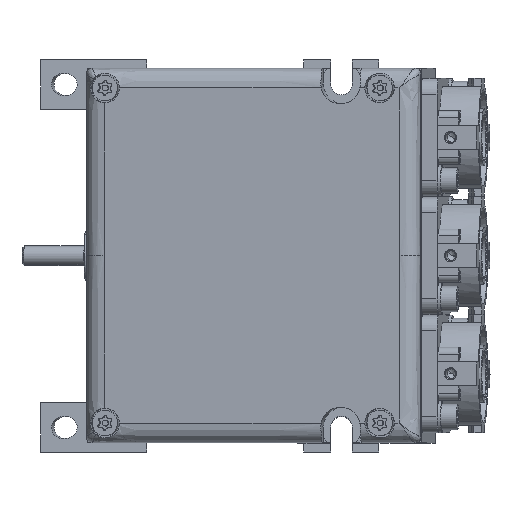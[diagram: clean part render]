
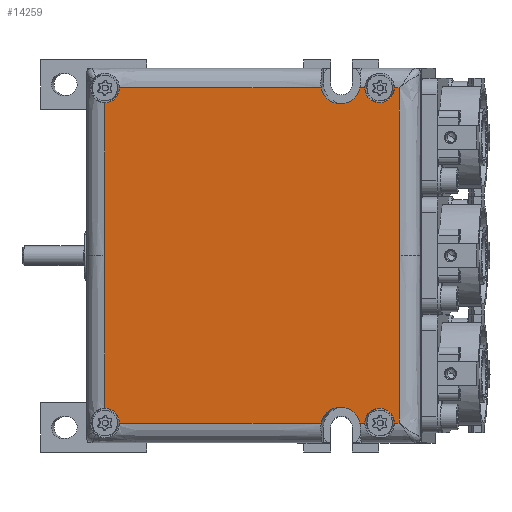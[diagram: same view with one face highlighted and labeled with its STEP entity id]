
A CAD part, top view. The second image highlights one B-rep face of the part: STEP entity #14259.
In plain terms, the highlighted planar face has unit normal (-0.087, 0, 0.996).
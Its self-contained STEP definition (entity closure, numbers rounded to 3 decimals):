
#13061=AXIS2_PLACEMENT_3D('Circle Axis2P3D',#13059,#13060,$) ;
#13362=AXIS2_PLACEMENT_3D('Circle Axis2P3D',#13360,#13361,$) ;
#14089=AXIS2_PLACEMENT_3D('Circle Axis2P3D',#14087,#14088,$) ;
#14127=AXIS2_PLACEMENT_3D('Plane Axis2P3D',#14124,#14125,#14126) ;
#14140=AXIS2_PLACEMENT_3D('Circle Axis2P3D',#14138,#14139,$) ;
#14147=AXIS2_PLACEMENT_3D('Circle Axis2P3D',#14145,#14146,$) ;
#14182=AXIS2_PLACEMENT_3D('Circle Axis2P3D',#14180,#14181,$) ;
#14189=AXIS2_PLACEMENT_3D('Circle Axis2P3D',#14187,#14188,$) ;
#14208=AXIS2_PLACEMENT_3D('Circle Axis2P3D',#14206,#14207,$) ;
#14229=AXIS2_PLACEMENT_3D('Circle Axis2P3D',#14227,#14228,$) ;
#14234=AXIS2_PLACEMENT_3D('Circle Axis2P3D',#14232,#14233,$) ;
#13056=CARTESIAN_POINT('Vertex',(151.857,184.5,158.109)) ;
#13059=CARTESIAN_POINT('Axis2P3D Location',(161.617,186.5,158.963)) ;
#13063=CARTESIAN_POINT('Vertex',(161.617,176.5,158.963)) ;
#13357=CARTESIAN_POINT('Vertex',(161.617,22.5,158.963)) ;
#13360=CARTESIAN_POINT('Axis2P3D Location',(161.617,12.5,158.963)) ;
#13364=CARTESIAN_POINT('Vertex',(151.857,14.5,158.109)) ;
#14012=CARTESIAN_POINT('Control Point',(151.857,14.5,158.109)) ;
#14013=CARTESIAN_POINT('Control Point',(131.366,14.5,156.316)) ;
#14014=CARTESIAN_POINT('Control Point',(110.876,14.5,154.523)) ;
#14015=CARTESIAN_POINT('Control Point',(90.386,14.5,152.731)) ;
#14016=CARTESIAN_POINT('Control Point',(69.896,14.5,150.938)) ;
#14017=CARTESIAN_POINT('Control Point',(49.406,14.5,149.145)) ;
#14018=CARTESIAN_POINT('Vertex',(49.406,14.5,149.145)) ;
#14087=CARTESIAN_POINT('Axis2P3D Location',(161.617,186.5,158.963)) ;
#14091=CARTESIAN_POINT('Vertex',(171.378,184.5,159.817)) ;
#14124=CARTESIAN_POINT('Axis2P3D Location',(31.972,99.5,147.62)) ;
#14129=CARTESIAN_POINT('Line Origine',(172.654,14.5,159.928)) ;
#14133=CARTESIAN_POINT('Vertex',(171.378,14.5,159.817)) ;
#14135=CARTESIAN_POINT('Vertex',(173.93,14.5,160.04)) ;
#14138=CARTESIAN_POINT('Axis2P3D Location',(181.401,14.5,160.694)) ;
#14142=CARTESIAN_POINT('Vertex',(174.845,18.096,160.12)) ;
#14145=CARTESIAN_POINT('Axis2P3D Location',(181.401,14.5,160.694)) ;
#14149=CARTESIAN_POINT('Vertex',(188.873,14.5,161.347)) ;
#14152=CARTESIAN_POINT('Line Origine',(190.118,14.5,161.456)) ;
#14156=CARTESIAN_POINT('Vertex',(191.363,14.5,161.565)) ;
#14159=CARTESIAN_POINT('Line Origine',(191.363,57.,161.565)) ;
#14163=CARTESIAN_POINT('Vertex',(191.363,99.5,161.565)) ;
#14166=CARTESIAN_POINT('Line Origine',(191.363,142.,161.565)) ;
#14170=CARTESIAN_POINT('Vertex',(191.363,184.5,161.565)) ;
#14173=CARTESIAN_POINT('Line Origine',(190.118,184.5,161.456)) ;
#14177=CARTESIAN_POINT('Vertex',(188.873,184.5,161.347)) ;
#14180=CARTESIAN_POINT('Axis2P3D Location',(181.401,184.5,160.694)) ;
#14184=CARTESIAN_POINT('Vertex',(174.845,180.904,160.12)) ;
#14187=CARTESIAN_POINT('Axis2P3D Location',(181.401,184.5,160.694)) ;
#14191=CARTESIAN_POINT('Vertex',(173.93,184.5,160.04)) ;
#14194=CARTESIAN_POINT('Line Origine',(172.654,184.5,159.928)) ;
#14199=CARTESIAN_POINT('Line Origine',(100.631,184.5,153.627)) ;
#14203=CARTESIAN_POINT('Vertex',(49.406,184.5,149.145)) ;
#14206=CARTESIAN_POINT('Axis2P3D Location',(41.934,184.5,148.492)) ;
#14210=CARTESIAN_POINT('Vertex',(41.934,177.,148.492)) ;
#14213=CARTESIAN_POINT('Line Origine',(41.934,138.25,148.492)) ;
#14217=CARTESIAN_POINT('Vertex',(41.934,99.5,148.492)) ;
#14220=CARTESIAN_POINT('Line Origine',(41.934,60.75,148.492)) ;
#14224=CARTESIAN_POINT('Vertex',(41.934,22.,148.492)) ;
#14227=CARTESIAN_POINT('Axis2P3D Location',(41.934,14.5,148.492)) ;
#14232=CARTESIAN_POINT('Axis2P3D Location',(161.617,12.5,158.963)) ;
#13060=DIRECTION('Axis2P3D Direction',(0.087,0.,-0.996)) ;
#13361=DIRECTION('Axis2P3D Direction',(-0.087,0.,0.996)) ;
#14088=DIRECTION('Axis2P3D Direction',(0.087,0.,-0.996)) ;
#14125=DIRECTION('Axis2P3D Direction',(-0.087,0.,0.996)) ;
#14126=DIRECTION('Axis2P3D XDirection',(-0.996,0.,-0.087)) ;
#14130=DIRECTION('Vector Direction',(-0.996,0.,-0.087)) ;
#14139=DIRECTION('Axis2P3D Direction',(-0.087,0.,0.996)) ;
#14146=DIRECTION('Axis2P3D Direction',(-0.087,0.,0.996)) ;
#14153=DIRECTION('Vector Direction',(-0.996,0.,-0.087)) ;
#14160=DIRECTION('Vector Direction',(0.,1.,0.)) ;
#14167=DIRECTION('Vector Direction',(0.,1.,0.)) ;
#14174=DIRECTION('Vector Direction',(-0.996,0.,-0.087)) ;
#14181=DIRECTION('Axis2P3D Direction',(-0.087,0.,0.996)) ;
#14188=DIRECTION('Axis2P3D Direction',(-0.087,0.,0.996)) ;
#14195=DIRECTION('Vector Direction',(-0.996,0.,-0.087)) ;
#14200=DIRECTION('Vector Direction',(-0.996,0.,-0.087)) ;
#14207=DIRECTION('Axis2P3D Direction',(-0.087,0.,0.996)) ;
#14214=DIRECTION('Vector Direction',(0.,-1.,0.)) ;
#14221=DIRECTION('Vector Direction',(0.,-1.,0.)) ;
#14228=DIRECTION('Axis2P3D Direction',(-0.087,0.,0.996)) ;
#14233=DIRECTION('Axis2P3D Direction',(-0.087,0.,0.996)) ;
#14131=VECTOR('Line Direction',#14130,1.) ;
#14154=VECTOR('Line Direction',#14153,1.) ;
#14161=VECTOR('Line Direction',#14160,1.) ;
#14168=VECTOR('Line Direction',#14167,1.) ;
#14175=VECTOR('Line Direction',#14174,1.) ;
#14196=VECTOR('Line Direction',#14195,1.) ;
#14201=VECTOR('Line Direction',#14200,1.) ;
#14215=VECTOR('Line Direction',#14214,1.) ;
#14222=VECTOR('Line Direction',#14221,1.) ;
#14238=ORIENTED_EDGE('',*,*,#14137,.T.) ;
#14239=ORIENTED_EDGE('',*,*,#14144,.F.) ;
#14240=ORIENTED_EDGE('',*,*,#14151,.F.) ;
#14241=ORIENTED_EDGE('',*,*,#14158,.T.) ;
#14242=ORIENTED_EDGE('',*,*,#14165,.T.) ;
#14243=ORIENTED_EDGE('',*,*,#14172,.F.) ;
#14244=ORIENTED_EDGE('',*,*,#14179,.F.) ;
#14245=ORIENTED_EDGE('',*,*,#14186,.T.) ;
#14246=ORIENTED_EDGE('',*,*,#14193,.T.) ;
#14247=ORIENTED_EDGE('',*,*,#14198,.F.) ;
#14248=ORIENTED_EDGE('',*,*,#14093,.T.) ;
#14249=ORIENTED_EDGE('',*,*,#13065,.T.) ;
#14250=ORIENTED_EDGE('',*,*,#14205,.F.) ;
#14251=ORIENTED_EDGE('',*,*,#14212,.T.) ;
#14252=ORIENTED_EDGE('',*,*,#14219,.F.) ;
#14253=ORIENTED_EDGE('',*,*,#14226,.T.) ;
#14254=ORIENTED_EDGE('',*,*,#14231,.F.) ;
#14255=ORIENTED_EDGE('',*,*,#14020,.T.) ;
#14256=ORIENTED_EDGE('',*,*,#13366,.F.) ;
#14257=ORIENTED_EDGE('',*,*,#14236,.F.) ;
#14259=ADVANCED_FACE('HDC HP550 KIT 2M16.1\\HDC_HP_GHDE_ICX_3P.1\\Deckel',(#14258),#14128,.T.) ;
#13062=CIRCLE('generated circle',#13061,10.) ;
#13363=CIRCLE('generated circle',#13362,10.) ;
#14090=CIRCLE('generated circle',#14089,10.) ;
#14141=CIRCLE('generated circle',#14140,7.5) ;
#14148=CIRCLE('generated circle',#14147,7.5) ;
#14183=CIRCLE('generated circle',#14182,7.5) ;
#14190=CIRCLE('generated circle',#14189,7.5) ;
#14209=CIRCLE('generated circle',#14208,7.5) ;
#14230=CIRCLE('generated circle',#14229,7.5) ;
#14235=CIRCLE('generated circle',#14234,10.) ;
#13065=EDGE_CURVE('',#13064,#13057,#13062,.T.) ;
#13366=EDGE_CURVE('',#13358,#13365,#13363,.T.) ;
#14020=EDGE_CURVE('',#14019,#13365,#14011,.F.) ;
#14093=EDGE_CURVE('',#14092,#13064,#14090,.T.) ;
#14137=EDGE_CURVE('',#14134,#14136,#14132,.F.) ;
#14144=EDGE_CURVE('',#14143,#14136,#14141,.T.) ;
#14151=EDGE_CURVE('',#14150,#14143,#14148,.T.) ;
#14158=EDGE_CURVE('',#14150,#14157,#14155,.F.) ;
#14165=EDGE_CURVE('',#14157,#14164,#14162,.T.) ;
#14172=EDGE_CURVE('',#14171,#14164,#14169,.F.) ;
#14179=EDGE_CURVE('',#14178,#14171,#14176,.F.) ;
#14186=EDGE_CURVE('',#14178,#14185,#14183,.F.) ;
#14193=EDGE_CURVE('',#14185,#14192,#14190,.F.) ;
#14198=EDGE_CURVE('',#14092,#14192,#14197,.F.) ;
#14205=EDGE_CURVE('',#14204,#13057,#14202,.F.) ;
#14212=EDGE_CURVE('',#14204,#14211,#14209,.F.) ;
#14219=EDGE_CURVE('',#14218,#14211,#14216,.F.) ;
#14226=EDGE_CURVE('',#14218,#14225,#14223,.T.) ;
#14231=EDGE_CURVE('',#14019,#14225,#14230,.T.) ;
#14236=EDGE_CURVE('',#14134,#13358,#14235,.T.) ;
#14237=EDGE_LOOP('',(#14238,#14239,#14240,#14241,#14242,#14243,#14244,#14245,#14246,#14247,#14248,#14249,#14250,#14251,#14252,#14253,#14254,#14255,#14256,#14257)) ;
#14258=FACE_OUTER_BOUND('',#14237,.T.) ;
#14132=LINE('Line',#14129,#14131) ;
#14155=LINE('Line',#14152,#14154) ;
#14162=LINE('Line',#14159,#14161) ;
#14169=LINE('Line',#14166,#14168) ;
#14176=LINE('Line',#14173,#14175) ;
#14197=LINE('Line',#14194,#14196) ;
#14202=LINE('Line',#14199,#14201) ;
#14216=LINE('Line',#14213,#14215) ;
#14223=LINE('Line',#14220,#14222) ;
#14128=PLANE('',#14127) ;
#13057=VERTEX_POINT('',#13056) ;
#13064=VERTEX_POINT('',#13063) ;
#13358=VERTEX_POINT('',#13357) ;
#13365=VERTEX_POINT('',#13364) ;
#14019=VERTEX_POINT('',#14018) ;
#14092=VERTEX_POINT('',#14091) ;
#14134=VERTEX_POINT('',#14133) ;
#14136=VERTEX_POINT('',#14135) ;
#14143=VERTEX_POINT('',#14142) ;
#14150=VERTEX_POINT('',#14149) ;
#14157=VERTEX_POINT('',#14156) ;
#14164=VERTEX_POINT('',#14163) ;
#14171=VERTEX_POINT('',#14170) ;
#14178=VERTEX_POINT('',#14177) ;
#14185=VERTEX_POINT('',#14184) ;
#14192=VERTEX_POINT('',#14191) ;
#14204=VERTEX_POINT('',#14203) ;
#14211=VERTEX_POINT('',#14210) ;
#14218=VERTEX_POINT('',#14217) ;
#14225=VERTEX_POINT('',#14224) ;
#14011=(BOUNDED_CURVE()B_SPLINE_CURVE(5,(#14012,#14013,#14014,#14015,#14016,#14017),.UNSPECIFIED.,.F.,.U.)B_SPLINE_CURVE_WITH_KNOTS((6,6),(118.455,263.896),.UNSPECIFIED.)CURVE()GEOMETRIC_REPRESENTATION_ITEM()RATIONAL_B_SPLINE_CURVE((1.,1.,1.,1.,1.,1.))REPRESENTATION_ITEM('')) ;
